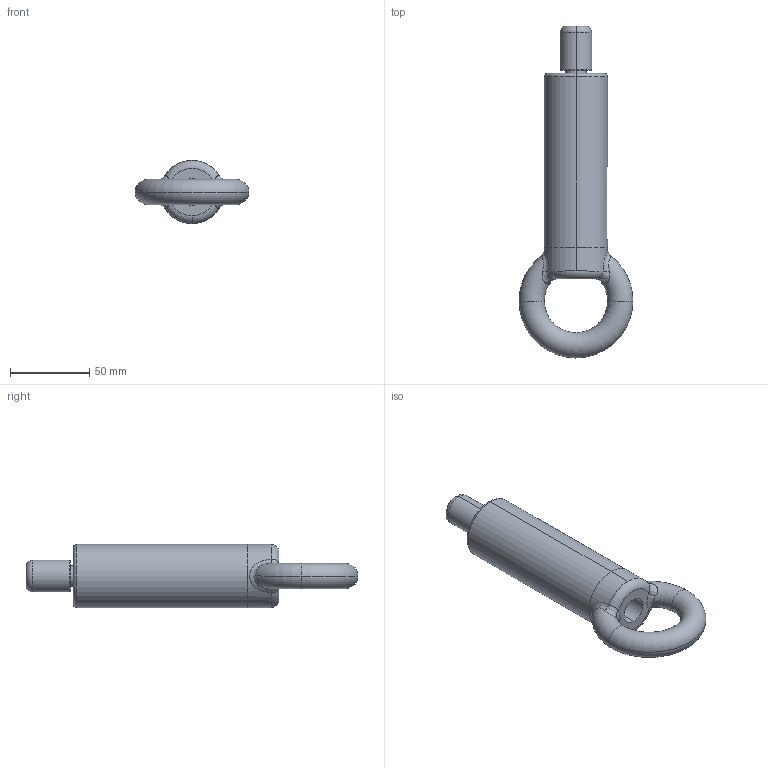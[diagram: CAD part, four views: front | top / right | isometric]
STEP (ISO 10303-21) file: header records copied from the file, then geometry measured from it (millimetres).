
FILE_DESCRIPTION (( 'STEP AP214' ), '1' );
FILE_NAME ('T37686.step', '2023-06-08T07:35:33', ( '' ), ( '' ), 'SwSTEP 2.0', 'SolidWorks 2022', '' );
FILE_SCHEMA (( 'AUTOMOTIVE_DESIGN' ));
Length unit declared in the file: millimetre
Products named in the file (1): T37686
Bounding box: 72 x 210 x 40 mm (x, y, z)
Volume: 175813.1 mm3; surface area: 35079.6 mm2
Topology: 2 solids, 2 shells, 51 faces, 114 edges, 69 vertices
Faces by surface type: torus 17, cylinder 15, plane 11, bspline 8
Entity records: 2625 total; most frequent: CARTESIAN_POINT 1464, DIRECTION 244, ORIENTED_EDGE 228, EDGE_CURVE 114, AXIS2_PLACEMENT_3D 111, VERTEX_POINT 69, CIRCLE 67, EDGE_LOOP 57
